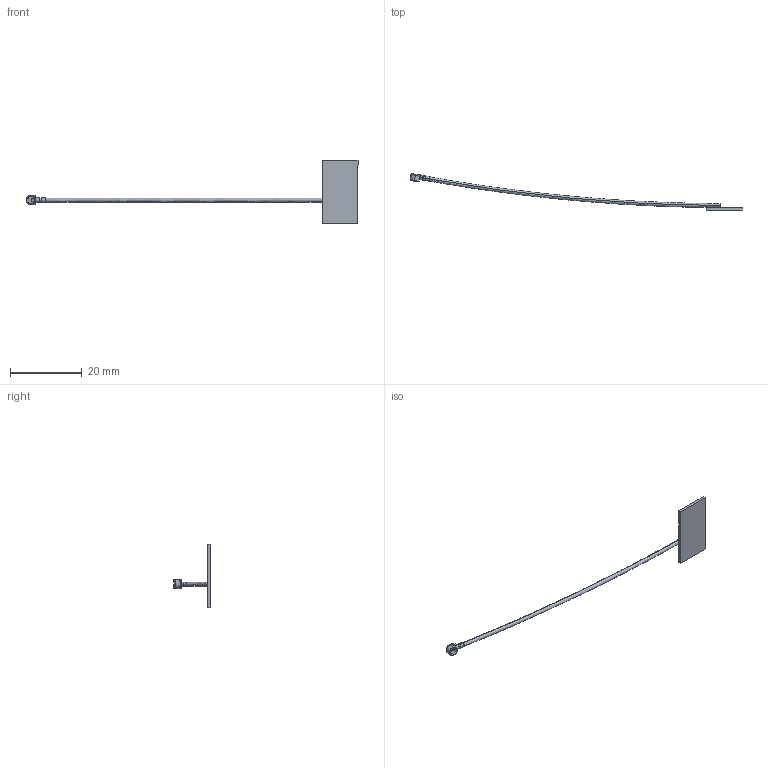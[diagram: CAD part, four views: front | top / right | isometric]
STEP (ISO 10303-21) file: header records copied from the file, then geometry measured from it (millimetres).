
FILE_DESCRIPTION (( 'STEP AP214' ), '1' );
FILE_NAME ('PE51215.step', '2020-06-18T14:35:49', ( '' ), ( '' ), 'SwSTEP 2.0', 'SolidWorks 2018', '' );
FILE_SCHEMA (( 'AUTOMOTIVE_DESIGN' ));
Length unit declared in the file: inch
Products named in the file (4): HG4958-05PU-UFL_1.13mm Coax; HG4958-05PU-UFL_PCB; PE51215; HG4958-05PU-UFL_CONNECTOR
Assembly tree (3 placements, depth 2):
  PE51215
    HG4958-05PU-UFL_1.13mm Coax
    HG4958-05PU-UFL_CONNECTOR
    HG4958-05PU-UFL_PCB
Bounding box: 92.25 x 10.14 x 17.53 mm (x, y, z)
Volume: 218.9 mm3; surface area: 744.7 mm2
Topology: 3 solids, 3 shells, 118 faces, 317 edges, 201 vertices
Faces by surface type: plane 65, cylinder 37, torus 9, bspline 5, sphere 2
Entity records: 4198 total; most frequent: CARTESIAN_POINT 1038, ORIENTED_EDGE 630, DIRECTION 617, EDGE_CURVE 315, AXIS2_PLACEMENT_3D 220, VERTEX_POINT 201, VECTOR 177, LINE 177
